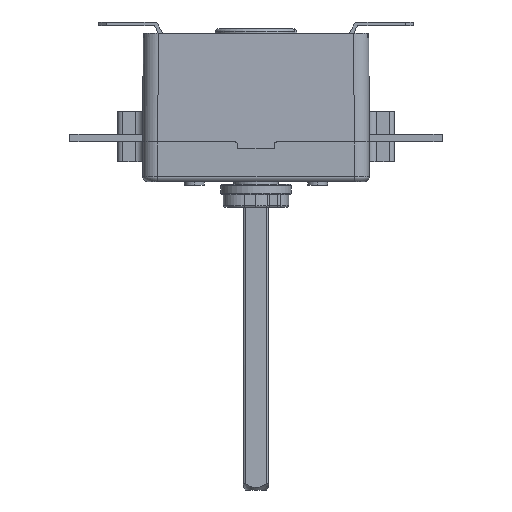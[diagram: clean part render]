
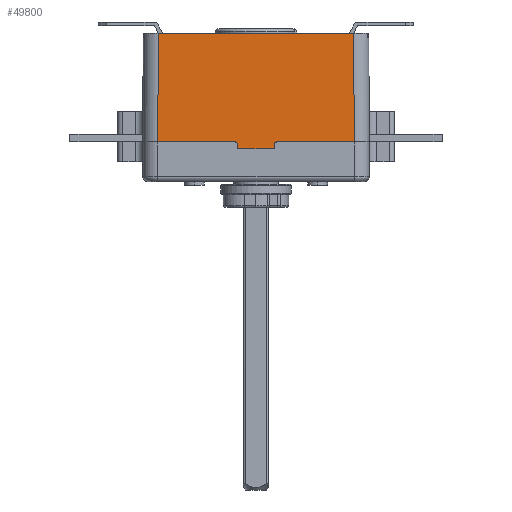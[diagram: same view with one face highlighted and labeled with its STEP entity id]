
A CAD part, left-side view. The second image highlights one B-rep face of the part: STEP entity #49800.
In plain terms, the highlighted planar face has unit normal (-1, 0, 0.005).
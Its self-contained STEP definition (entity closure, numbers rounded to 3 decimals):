
#48910=CARTESIAN_POINT('',(-2.687,4.743,
0.001));
#48920=DIRECTION('',(-1.,0.,
0.005));
#48930=DIRECTION('',(0.,1.,0.));
#48940=AXIS2_PLACEMENT_3D('',#48910,#48920,#48930);
#48950=PLANE('',#48940);
#48960=CARTESIAN_POINT('',(-2.437,0.,51.15));
#48970=DIRECTION('',(0.,1.,0.));
#48980=VECTOR('',#48970,1.);
#48990=LINE('',#48960,#48980);
#49000=CARTESIAN_POINT('',(-2.437,10.893,51.15));
#49010=VERTEX_POINT('',#49000);
#49020=CARTESIAN_POINT('',(-2.437,88.593,51.15));
#49030=VERTEX_POINT('',#49020);
#49040=EDGE_CURVE('',#49010,#49030,#48990,.T.);
#49050=ORIENTED_EDGE('',*,*,#49040,.T.);
#49060=CARTESIAN_POINT('',(-2.687,10.643,
0.029));
#49070=DIRECTION('',(0.005,0.005,
1.));
#49080=VECTOR('',#49070,1.);
#49090=LINE('',#49060,#49080);
#49100=CARTESIAN_POINT('',(-2.649,10.681,7.9));
#49110=VERTEX_POINT('',#49100);
#49120=EDGE_CURVE('',#49110,#49010,#49090,.T.);
#49130=ORIENTED_EDGE('',*,*,#49120,.T.);
#49140=CARTESIAN_POINT('',(-2.649,0.,7.9));
#49150=DIRECTION('',(0.,1.,0.));
#49160=VECTOR('',#49150,1.);
#49170=LINE('',#49140,#49160);
#49180=CARTESIAN_POINT('',(-2.649,41.418,7.9));
#49190=VERTEX_POINT('',#49180);
#49200=EDGE_CURVE('',#49110,#49190,#49170,.T.);
#49210=ORIENTED_EDGE('',*,*,#49200,.F.);
#49220=CARTESIAN_POINT('',(-2.654,41.418,6.9));
#49230=DIRECTION('',(-1.,0.,
0.005));
#49240=DIRECTION('',(-0.005,0.,
-1.));
#49250=AXIS2_PLACEMENT_3D('',#49220,#49230,#49240);
#49260=ELLIPSE('',#49250,1.,1.);
#49270=CARTESIAN_POINT('',(-2.654,42.418,6.9));
#49280=VERTEX_POINT('',#49270);
#49290=EDGE_CURVE('',#49190,#49280,#49260,.T.);
#49300=ORIENTED_EDGE('',*,*,#49290,.F.);
#49310=CARTESIAN_POINT('',(-2.687,42.418,0.));
#49320=DIRECTION('',(0.005,0.,
1.));
#49330=VECTOR('',#49320,1.);
#49340=LINE('',#49310,#49330);
#49350=CARTESIAN_POINT('',(-2.662,42.418,5.2));
#49360=VERTEX_POINT('',#49350);
#49370=EDGE_CURVE('',#49360,#49280,#49340,.T.);
#49380=ORIENTED_EDGE('',*,*,#49370,.T.);
#49390=CARTESIAN_POINT('',(-2.662,0.,5.2));
#49400=DIRECTION('',(0.,1.,0.));
#49410=VECTOR('',#49400,1.);
#49420=LINE('',#49390,#49410);
#49430=CARTESIAN_POINT('',(-2.662,57.068,5.2));
#49440=VERTEX_POINT('',#49430);
#49450=EDGE_CURVE('',#49360,#49440,#49420,.T.);
#49460=ORIENTED_EDGE('',*,*,#49450,.F.);
#49470=CARTESIAN_POINT('',(-2.687,57.068,0.));
#49480=DIRECTION('',(0.005,0.,
1.));
#49490=VECTOR('',#49480,1.);
#49500=LINE('',#49470,#49490);
#49510=CARTESIAN_POINT('',(-2.654,57.068,6.9));
#49520=VERTEX_POINT('',#49510);
#49530=EDGE_CURVE('',#49440,#49520,#49500,.T.);
#49540=ORIENTED_EDGE('',*,*,#49530,.F.);
#49550=CARTESIAN_POINT('',(-2.654,58.068,6.9));
#49560=DIRECTION('',(-1.,0.,
0.005));
#49570=DIRECTION('',(-0.005,0.,
-1.));
#49580=AXIS2_PLACEMENT_3D('',#49550,#49560,#49570);
#49590=ELLIPSE('',#49580,1.,1.);
#49600=CARTESIAN_POINT('',(-2.649,58.068,7.9));
#49610=VERTEX_POINT('',#49600);
#49620=EDGE_CURVE('',#49520,#49610,#49590,.T.);
#49630=ORIENTED_EDGE('',*,*,#49620,.F.);
#49640=CARTESIAN_POINT('',(-2.649,0.,7.9));
#49650=DIRECTION('',(0.,1.,0.));
#49660=VECTOR('',#49650,1.);
#49670=LINE('',#49640,#49660);
#49680=CARTESIAN_POINT('',(-2.649,88.804,7.9));
#49690=VERTEX_POINT('',#49680);
#49700=EDGE_CURVE('',#49610,#49690,#49670,.T.);
#49710=ORIENTED_EDGE('',*,*,#49700,.F.);
#49720=CARTESIAN_POINT('',(-2.687,88.843,
0.029));
#49730=DIRECTION('',(-0.005,0.005,
-1.));
#49740=VECTOR('',#49730,1.);
#49750=LINE('',#49720,#49740);
#49760=EDGE_CURVE('',#49030,#49690,#49750,.T.);
#49770=ORIENTED_EDGE('',*,*,#49760,.T.);
#49780=EDGE_LOOP('',(#49770,#49710,#49630,#49540,#49460,#49380,#49300,
#49210,#49130,#49050));
#49790=FACE_OUTER_BOUND('',#49780,.T.);
#49800=ADVANCED_FACE('',(#49790),#48950,.T.);
